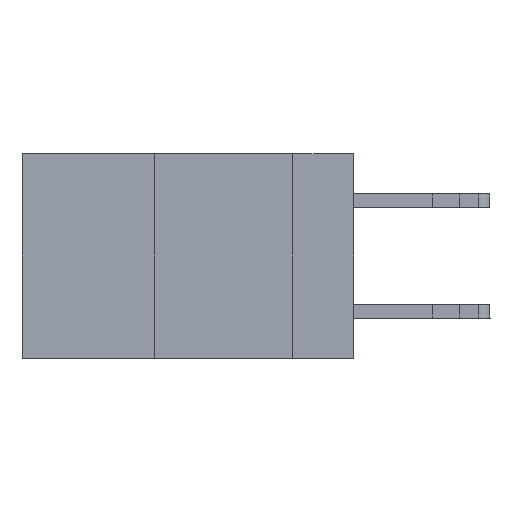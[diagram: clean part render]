
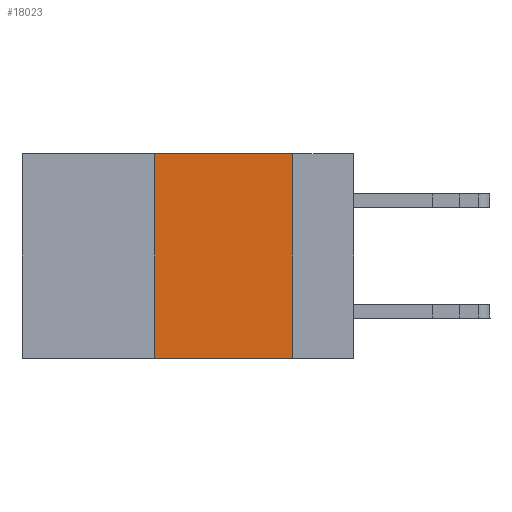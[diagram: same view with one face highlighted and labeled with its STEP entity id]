
A CAD part, left-side view. The second image highlights one B-rep face of the part: STEP entity #18023.
In plain terms, the highlighted planar face has unit normal (-1, 0, 0).
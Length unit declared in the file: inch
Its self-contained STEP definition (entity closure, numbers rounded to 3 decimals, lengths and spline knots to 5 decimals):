
#149 = VERTEX_POINT ( 'NONE', #8502 ) ;
#2759 = LINE ( 'NONE', #19239, #17538 ) ;
#3393 = LINE ( 'NONE', #26328, #15843 ) ;
#5454 = VERTEX_POINT ( 'NONE', #7350 ) ;
#5785 = VERTEX_POINT ( 'NONE', #24145 ) ;
#7350 = CARTESIAN_POINT ( 'NONE',  ( 0., 0.36, -0.37 ) ) ;
#8502 = CARTESIAN_POINT ( 'NONE',  ( 0., 0.36, 0. ) ) ;
#10042 = DIRECTION ( 'NONE',  ( 0., -1., 0. ) ) ;
#10226 = ORIENTED_EDGE ( 'NONE', *, *, #21027, .F. ) ;
#10644 = FACE_OUTER_BOUND ( 'NONE', #18995, .T. ) ;
#10966 = DIRECTION ( 'NONE',  ( 0., 0., 1. ) ) ;
#12596 = LINE ( 'NONE', #34545, #15380 ) ;
#13337 = DIRECTION ( 'NONE',  ( 0., 0., -1. ) ) ;
#15163 = DIRECTION ( 'NONE',  ( 0., -1., 0. ) ) ;
#15380 = VECTOR ( 'NONE', #10966, 39.37008 ) ;
#15843 = VECTOR ( 'NONE', #29420, 39.37008 ) ;
#16063 = ORIENTED_EDGE ( 'NONE', *, *, #26544, .F. ) ;
#17538 = VECTOR ( 'NONE', #10042, 39.37008 ) ;
#18023 = ADVANCED_FACE ( 'NONE', ( #10644 ), #19153, .F. ) ;
#18995 = EDGE_LOOP ( 'NONE', ( #22114, #16063, #10226, #29063 ) ) ;
#19153 = PLANE ( 'NONE',  #33775 ) ;
#19239 = CARTESIAN_POINT ( 'NONE',  ( 0., 0.6, -0.37 ) ) ;
#20366 = VECTOR ( 'NONE', #15163, 39.37008 ) ;
#21027 = EDGE_CURVE ( 'NONE', #5454, #149, #12596, .T. ) ;
#22114 = ORIENTED_EDGE ( 'NONE', *, *, #33270, .F. ) ;
#22155 = CARTESIAN_POINT ( 'NONE',  ( 0., 0.6, 0. ) ) ;
#24145 = CARTESIAN_POINT ( 'NONE',  ( 0., 0.11, -0.37 ) ) ;
#26328 = CARTESIAN_POINT ( 'NONE',  ( 0., 0.11, 0. ) ) ;
#26544 = EDGE_CURVE ( 'NONE', #149, #37332, #27347, .T. ) ;
#27347 = LINE ( 'NONE', #30175, #20366 ) ;
#29063 = ORIENTED_EDGE ( 'NONE', *, *, #35332, .T. ) ;
#29420 = DIRECTION ( 'NONE',  ( 0., 0., -1. ) ) ;
#30175 = CARTESIAN_POINT ( 'NONE',  ( 0., 0.6, 0. ) ) ;
#31441 = CARTESIAN_POINT ( 'NONE',  ( 0., 0.11, 0. ) ) ;
#33270 = EDGE_CURVE ( 'NONE', #37332, #5785, #3393, .T. ) ;
#33775 = AXIS2_PLACEMENT_3D ( 'NONE', #22155, #34049, #13337 ) ;
#34049 = DIRECTION ( 'NONE',  ( 1., 0., 0. ) ) ;
#34545 = CARTESIAN_POINT ( 'NONE',  ( 0., 0.36, 0. ) ) ;
#35332 = EDGE_CURVE ( 'NONE', #5454, #5785, #2759, .T. ) ;
#37332 = VERTEX_POINT ( 'NONE', #31441 ) ;
